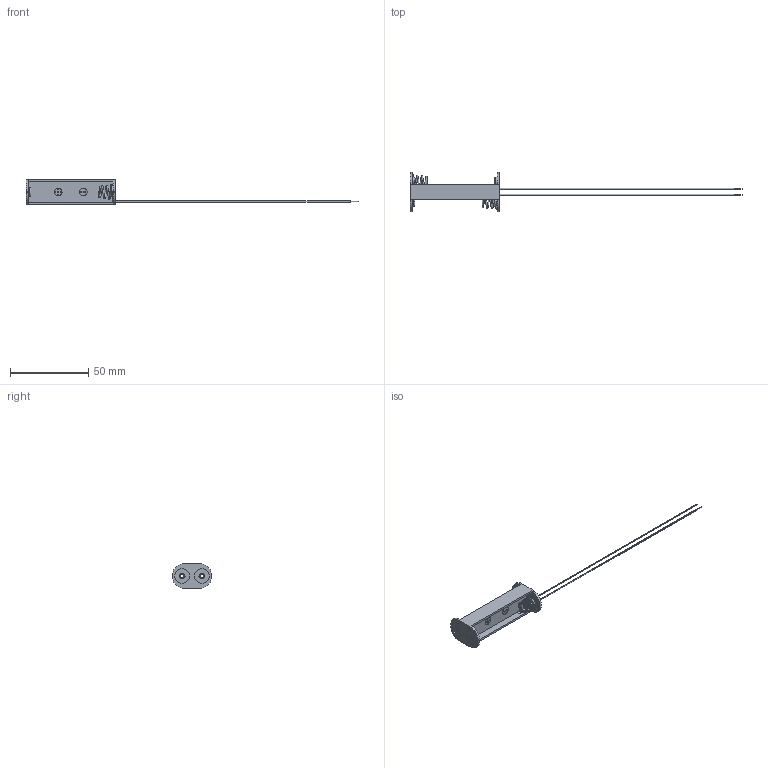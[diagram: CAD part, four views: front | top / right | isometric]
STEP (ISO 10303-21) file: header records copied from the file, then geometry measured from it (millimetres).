
FILE_DESCRIPTION (( 'STEP AP214' ), '1' );
FILE_NAME ('BC32AAW.STEP', '2019-11-22T15:44:35', ( '' ), ( '' ), 'SwSTEP 2.0', 'SolidWorks 2016', '' );
FILE_SCHEMA (( 'AUTOMOTIVE_DESIGN' ));
Length unit declared in the file: millimetre
Products named in the file (1): BC32AAW
Bounding box: 212 x 25 x 15.9 mm (x, y, z)
Volume: 3583.6 mm3; surface area: 7864 mm2
Topology: 9 solids, 9 shells, 266 faces, 617 edges, 395 vertices
Faces by surface type: plane 118, cylinder 88, torus 52, bspline 8
Entity records: 11001 total; most frequent: CARTESIAN_POINT 4623, DIRECTION 1407, ORIENTED_EDGE 1226, EDGE_CURVE 613, AXIS2_PLACEMENT_3D 571, VERTEX_POINT 393, CIRCLE 314, EDGE_LOOP 314
